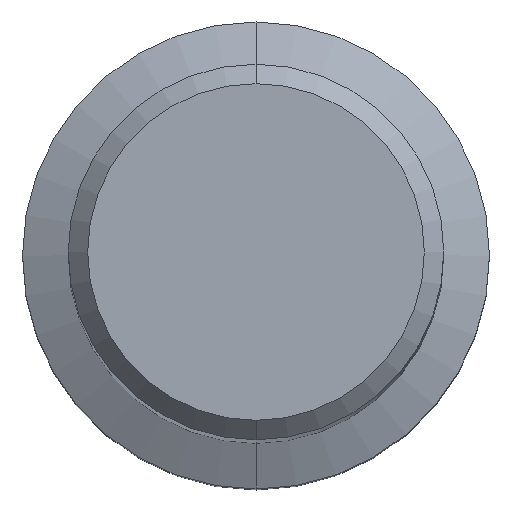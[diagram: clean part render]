
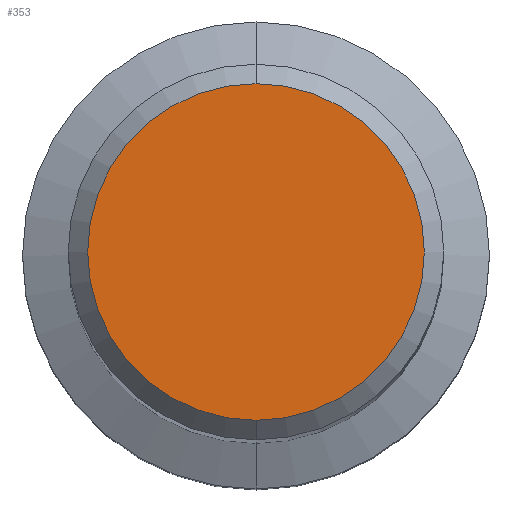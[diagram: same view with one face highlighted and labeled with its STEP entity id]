
A CAD part, top view. The second image highlights one B-rep face of the part: STEP entity #353.
In plain terms, the highlighted planar face has unit normal (0, 0, 1).
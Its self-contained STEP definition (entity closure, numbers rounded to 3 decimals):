
#353=ADVANCED_FACE('',(#724),#725,.T.);
#379=EDGE_CURVE('',#475,#385,#753,.T.);
#385=VERTEX_POINT('',#759);
#411=EDGE_CURVE('',#385,#475,#787,.T.);
#475=VERTEX_POINT('',#860);
#724=FACE_OUTER_BOUND('',#1300,.T.);
#725=PLANE('',#1301);
#753=CIRCLE('',#1359,8.65);
#759=CARTESIAN_POINT('',(0.0,8.65,0.0));
#787=CIRCLE('',#1430,8.65);
#860=CARTESIAN_POINT('',(0.,-8.65,0.0));
#1300=EDGE_LOOP('',(#1885,#1886));
#1301=AXIS2_PLACEMENT_3D('',#1887,#1888,#1889);
#1359=AXIS2_PLACEMENT_3D('',#1916,#1917,#1918);
#1430=AXIS2_PLACEMENT_3D('',#1952,#1953,#1954);
#1885=ORIENTED_EDGE('',*,*,#411,.F.);
#1886=ORIENTED_EDGE('',*,*,#379,.F.);
#1887=CARTESIAN_POINT('',(0.0,4.325,0.0));
#1888=DIRECTION('',(-0.0,0.0,1.0));
#1889=DIRECTION('',(0.0,-1.0,0.0));
#1916=CARTESIAN_POINT('',(0.0,0.0,0.0));
#1917=DIRECTION('',(0.0,0.0,-1.0));
#1918=DIRECTION('',(0.0,1.0,0.0));
#1952=CARTESIAN_POINT('',(0.0,0.0,0.0));
#1953=DIRECTION('',(0.0,0.0,-1.0));
#1954=DIRECTION('',(0.0,1.0,0.0));
